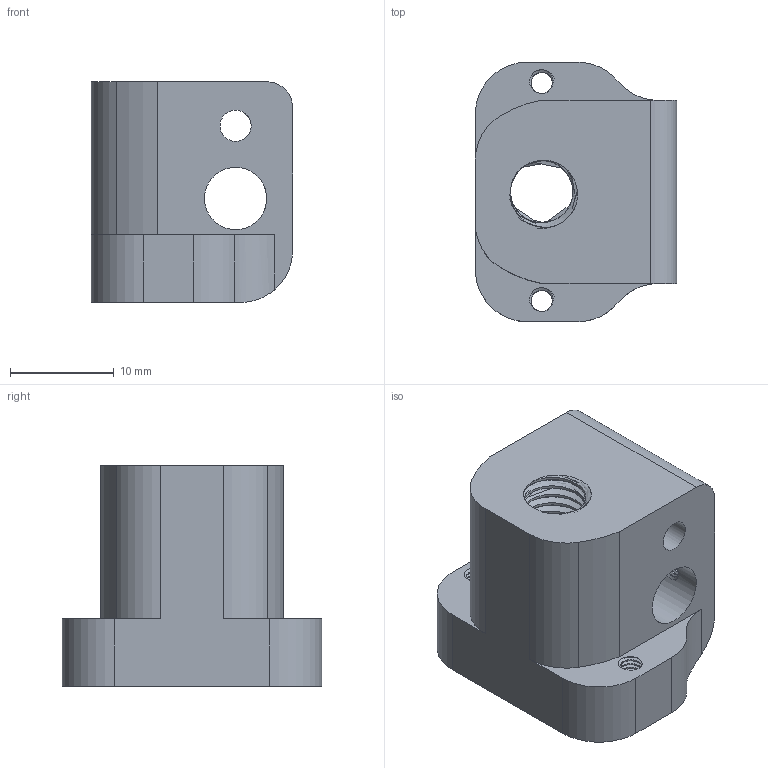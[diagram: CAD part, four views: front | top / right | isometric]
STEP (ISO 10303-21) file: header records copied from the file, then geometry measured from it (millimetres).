
FILE_DESCRIPTION(/* description */ ('STEP AP242','CAx-IF Rec.Pracs.---Representation and Presentation of Product Manufacturing Information (PMI)---4.0---2014-10-13','CAx-IF Rec.Pracs.---3D Tessellated Geometry---0.4---2014-09-14','2;1'),/* implementation_level */ '2;1');
FILE_NAME(/* name */ '67dc907974949a7806495158',/* time_stamp */ '2025-03-20T22:02:34Z',/* author */ (''),/* organization */ (''),/* preprocessor_version */ 'ST-DEVELOPER v20',/* originating_system */ 'ONSHAPE BY PTC INC, 1.195',/* authorisation */ ' ');
FILE_SCHEMA (('AP242_MANAGED_MODEL_BASED_3D_ENGINEERING_MIM_LF { 1 0 10303 442 1 1 4 }'));
Length unit declared in the file: metre
Products named in the file (1): FinalHotendDesign
Bounding box: 19.4 x 25 x 21.25 mm (x, y, z)
Volume: 5920.9 mm3; surface area: 3814.1 mm2
Topology: 1 solids, 1 shells, 78 faces, 466 edges, 394 vertices
Faces by surface type: cylinder 40, bspline 24, plane 14
Full cylindrical faces by diameter (mm): 2.38 x4, 3 x1, 6 x1
Entity records: 14742 total; most frequent: CARTESIAN_POINT 11929, ORIENTED_EDGE 920, EDGE_CURVE 460, VERTEX_POINT 394, DIRECTION 296, AXIS2_PLACEMENT_3D 131, EDGE_LOOP 106, FACE_BOUND 106
